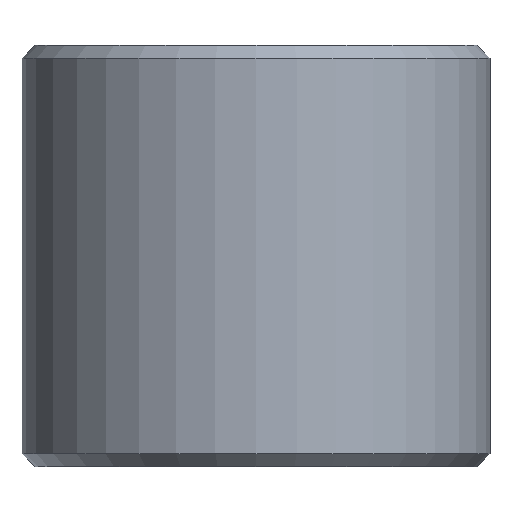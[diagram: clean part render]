
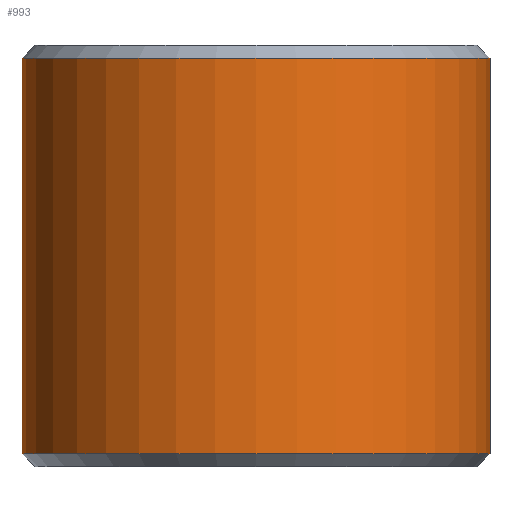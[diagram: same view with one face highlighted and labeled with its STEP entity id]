
A CAD part, front view. The second image highlights one B-rep face of the part: STEP entity #993.
In plain terms, the highlighted cylindrical face has radius 3.969 mm (diameter 7.938 mm), a partial arc.
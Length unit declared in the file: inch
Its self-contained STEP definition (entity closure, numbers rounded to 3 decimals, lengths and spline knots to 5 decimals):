
#77 = CARTESIAN_POINT ( 'NONE',  ( 0., 0., 0.132 ) ) ;
#101 = DIRECTION ( 'NONE',  ( 1., 0., 0. ) ) ;
#357 = DIRECTION ( 'NONE',  ( 0., 0., 1. ) ) ;
#368 = DIRECTION ( 'NONE',  ( 1., 0., 0. ) ) ;
#803 = FACE_OUTER_BOUND ( 'NONE', #3340, .T. ) ;
#844 = DIRECTION ( 'NONE',  ( 0., 0., 1. ) ) ;
#993 = ADVANCED_FACE ( 'NONE', ( #803 ), #2569, .T. ) ;
#1357 = ORIENTED_EDGE ( 'NONE', *, *, #4665, .F. ) ;
#1417 = VECTOR ( 'NONE', #844, 39.37008 ) ;
#1430 = AXIS2_PLACEMENT_3D ( 'NONE', #4333, #4397, #368 ) ;
#1754 = CARTESIAN_POINT ( 'NONE',  ( 0., 0., -0.132 ) ) ;
#1784 = VERTEX_POINT ( 'NONE', #3371 ) ;
#1944 = CARTESIAN_POINT ( 'NONE',  ( 0.15625, 0., 0.132 ) ) ;
#2159 = AXIS2_PLACEMENT_3D ( 'NONE', #1754, #357, #5628 ) ;
#2298 = DIRECTION ( 'NONE',  ( 0., 0., 1. ) ) ;
#2569 = CYLINDRICAL_SURFACE ( 'NONE', #1430, 0.15625 ) ;
#2614 = CARTESIAN_POINT ( 'NONE',  ( 0.15625, 0., -0.14062 ) ) ;
#2703 = ORIENTED_EDGE ( 'NONE', *, *, #3224, .T. ) ;
#3204 = LINE ( 'NONE', #4505, #3724 ) ;
#3224 = EDGE_CURVE ( 'NONE', #5076, #3831, #4656, .T. ) ;
#3278 = ORIENTED_EDGE ( 'NONE', *, *, #4928, .T. ) ;
#3340 = EDGE_LOOP ( 'NONE', ( #1357, #2703, #3278, #4756 ) ) ;
#3371 = CARTESIAN_POINT ( 'NONE',  ( -0.15625, 0., 0.132 ) ) ;
#3605 = CARTESIAN_POINT ( 'NONE',  ( 0.15625, 0., -0.132 ) ) ;
#3724 = VECTOR ( 'NONE', #2298, 39.37008 ) ;
#3831 = VERTEX_POINT ( 'NONE', #3605 ) ;
#4059 = DIRECTION ( 'NONE',  ( 0., 0., -1. ) ) ;
#4086 = CIRCLE ( 'NONE', #4849, 0.15625 ) ;
#4167 = LINE ( 'NONE', #2614, #1417 ) ;
#4333 = CARTESIAN_POINT ( 'NONE',  ( 0., 0., -0.14062 ) ) ;
#4397 = DIRECTION ( 'NONE',  ( 0., 0., 1. ) ) ;
#4505 = CARTESIAN_POINT ( 'NONE',  ( -0.15625, 0., -0.14062 ) ) ;
#4561 = EDGE_CURVE ( 'NONE', #4700, #1784, #4086, .T. ) ;
#4656 = CIRCLE ( 'NONE', #2159, 0.15625 ) ;
#4665 = EDGE_CURVE ( 'NONE', #5076, #1784, #3204, .T. ) ;
#4700 = VERTEX_POINT ( 'NONE', #1944 ) ;
#4756 = ORIENTED_EDGE ( 'NONE', *, *, #4561, .T. ) ;
#4849 = AXIS2_PLACEMENT_3D ( 'NONE', #77, #4059, #101 ) ;
#4928 = EDGE_CURVE ( 'NONE', #3831, #4700, #4167, .T. ) ;
#5076 = VERTEX_POINT ( 'NONE', #5193 ) ;
#5193 = CARTESIAN_POINT ( 'NONE',  ( -0.15625, 0., -0.132 ) ) ;
#5628 = DIRECTION ( 'NONE',  ( 1., 0., 0. ) ) ;
